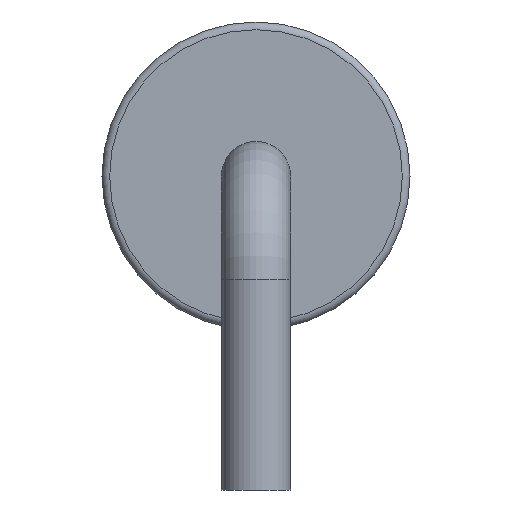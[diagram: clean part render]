
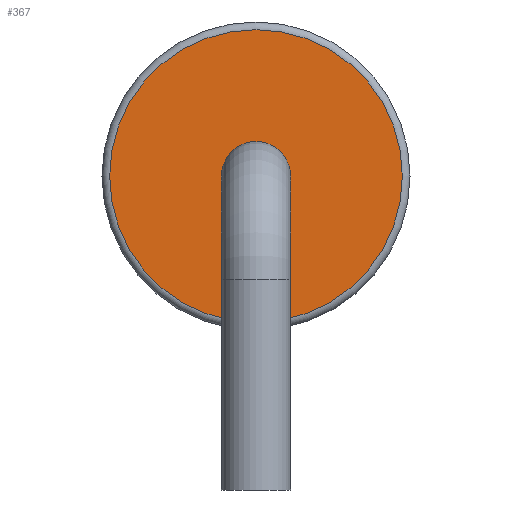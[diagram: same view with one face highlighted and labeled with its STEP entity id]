
A CAD part, left-side view. The second image highlights one B-rep face of the part: STEP entity #367.
In plain terms, the highlighted planar face has unit normal (-1, 0, 0).
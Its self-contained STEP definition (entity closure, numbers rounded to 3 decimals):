
#14=FACE_BOUND('',#59,.T.);
#26=PLANE('',#419);
#39=FACE_OUTER_BOUND('',#58,.T.);
#58=EDGE_LOOP('',(#287));
#59=EDGE_LOOP('',(#288,#289));
#102=CIRCLE('',#405,0.415);
#103=CIRCLE('',#406,0.415);
#111=CIRCLE('',#417,1.758);
#147=VERTEX_POINT('',#634);
#148=VERTEX_POINT('',#636);
#155=VERTEX_POINT('',#656);
#192=EDGE_CURVE('',#148,#147,#102,.T.);
#193=EDGE_CURVE('',#147,#148,#103,.T.);
#202=EDGE_CURVE('',#155,#155,#111,.T.);
#287=ORIENTED_EDGE('',*,*,#202,.F.);
#288=ORIENTED_EDGE('',*,*,#192,.T.);
#289=ORIENTED_EDGE('',*,*,#193,.T.);
#367=ADVANCED_FACE('',(#39,#14),#26,.T.);
#405=AXIS2_PLACEMENT_3D('',#637,#505,#506);
#406=AXIS2_PLACEMENT_3D('',#638,#507,#508);
#417=AXIS2_PLACEMENT_3D('',#657,#530,#531);
#419=AXIS2_PLACEMENT_3D('',#659,#534,#535);
#505=DIRECTION('center_axis',(1.,0.,0.));
#506=DIRECTION('ref_axis',(0.,0.,-1.));
#507=DIRECTION('center_axis',(1.,0.,0.));
#508=DIRECTION('ref_axis',(0.,0.,-1.));
#530=DIRECTION('center_axis',(1.,0.,0.));
#531=DIRECTION('ref_axis',(0.,0.,
1.));
#534=DIRECTION('center_axis',(-1.,0.,0.));
#535=DIRECTION('ref_axis',(0.,0.,1.));
#634=CARTESIAN_POINT('',(-4.6,0.,2.265));
#636=CARTESIAN_POINT('',(-4.6,0.,1.435));
#637=CARTESIAN_POINT('Origin',(-4.6,0.,1.85));
#638=CARTESIAN_POINT('Origin',(-4.6,0.,1.85));
#656=CARTESIAN_POINT('',(-4.6,0.,0.093));
#657=CARTESIAN_POINT('Origin',(-4.6,0.,1.85));
#659=CARTESIAN_POINT('Origin',(-4.6,0.,1.85));
